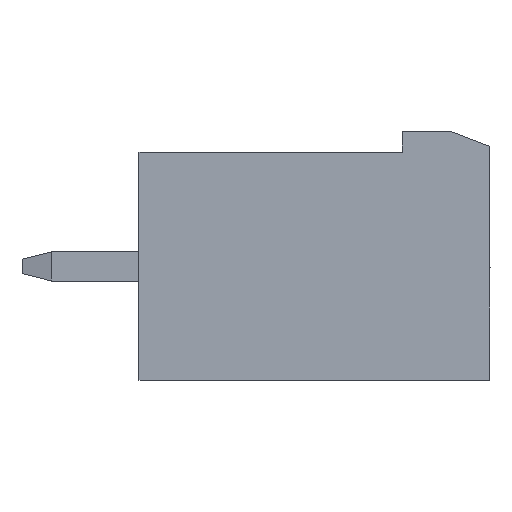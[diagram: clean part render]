
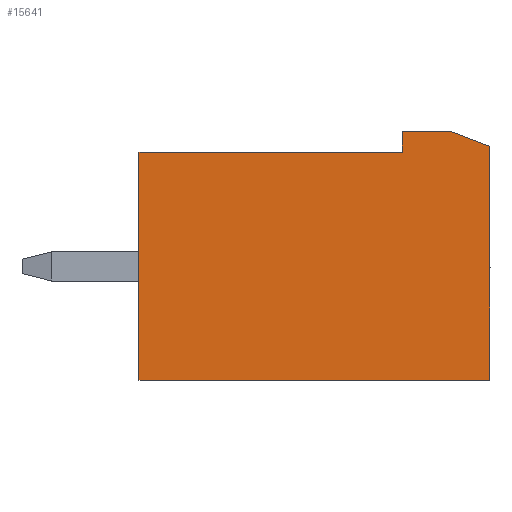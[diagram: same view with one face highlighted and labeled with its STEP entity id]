
A CAD part, left-side view. The second image highlights one B-rep face of the part: STEP entity #15641.
In plain terms, the highlighted planar face has unit normal (-1, 0, 0).
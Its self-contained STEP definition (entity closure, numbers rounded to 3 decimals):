
#18=DIRECTION('',(0.,1.,0.));
#19=VECTOR('',#18,12.);
#20=CARTESIAN_POINT('',(-5.,0.,-3.9));
#21=LINE('',#20,#19);
#22=DIRECTION('',(0.,0.,1.));
#23=VECTOR('',#22,7.8);
#24=CARTESIAN_POINT('',(-5.,12.,-3.9));
#25=LINE('',#24,#23);
#26=DIRECTION('',(0.,1.,0.));
#27=VECTOR('',#26,9.);
#28=CARTESIAN_POINT('',(-5.,3.,3.9));
#29=LINE('',#28,#27);
#30=DIRECTION('',(0.,0.,-1.));
#31=VECTOR('',#30,0.7);
#32=CARTESIAN_POINT('',(-5.,3.,4.6));
#33=LINE('',#32,#31);
#34=DIRECTION('',(0.,-1.,0.));
#35=VECTOR('',#34,1.7);
#36=CARTESIAN_POINT('',(-5.,3.,4.6));
#37=LINE('',#36,#35);
#38=DIRECTION('',(0.,0.933,0.359));
#39=VECTOR('',#38,1.393);
#40=CARTESIAN_POINT('',(-5.,0.,4.1));
#41=LINE('',#40,#39);
#42=DIRECTION('',(0.,0.,-1.));
#43=VECTOR('',#42,8.);
#44=CARTESIAN_POINT('',(-5.,0.,4.1));
#45=LINE('',#44,#43);
#13517=CARTESIAN_POINT('',(-5.,0.,-3.9));
#13518=CARTESIAN_POINT('',(-5.,12.,-3.9));
#13519=VERTEX_POINT('',#13517);
#13520=VERTEX_POINT('',#13518);
#13521=CARTESIAN_POINT('',(-5.,12.,3.9));
#13522=VERTEX_POINT('',#13521);
#13523=CARTESIAN_POINT('',(-5.,3.,4.6));
#13524=CARTESIAN_POINT('',(-5.,1.3,4.6));
#13525=VERTEX_POINT('',#13523);
#13526=VERTEX_POINT('',#13524);
#13527=CARTESIAN_POINT('',(-5.,0.,4.1));
#13528=VERTEX_POINT('',#13527);
#13529=CARTESIAN_POINT('',(-5.,3.,3.9));
#13530=VERTEX_POINT('',#13529);
#15620=CARTESIAN_POINT('',(-5.,15.185,-11.35));
#15621=DIRECTION('',(-1.,0.,0.));
#15622=DIRECTION('',(0.,-1.,0.));
#15623=AXIS2_PLACEMENT_3D('',#15620,#15621,#15622);
#15624=PLANE('',#15623);
#15626=ORIENTED_EDGE('',*,*,#15625,.T.);
#15628=ORIENTED_EDGE('',*,*,#15627,.T.);
#15630=ORIENTED_EDGE('',*,*,#15629,.F.);
#15632=ORIENTED_EDGE('',*,*,#15631,.F.);
#15634=ORIENTED_EDGE('',*,*,#15633,.T.);
#15636=ORIENTED_EDGE('',*,*,#15635,.F.);
#15638=ORIENTED_EDGE('',*,*,#15637,.T.);
#15639=EDGE_LOOP('',(#15626,#15628,#15630,#15632,#15634,#15636,#15638));
#15640=FACE_OUTER_BOUND('',#15639,.F.);
#15641=ADVANCED_FACE('',(#15640),#15624,.T.);
#15625=EDGE_CURVE('',#13519,#13520,#21,.T.);
#15627=EDGE_CURVE('',#13520,#13522,#25,.T.);
#15629=EDGE_CURVE('',#13530,#13522,#29,.T.);
#15631=EDGE_CURVE('',#13525,#13530,#33,.T.);
#15633=EDGE_CURVE('',#13525,#13526,#37,.T.);
#15635=EDGE_CURVE('',#13528,#13526,#41,.T.);
#15637=EDGE_CURVE('',#13528,#13519,#45,.T.);
